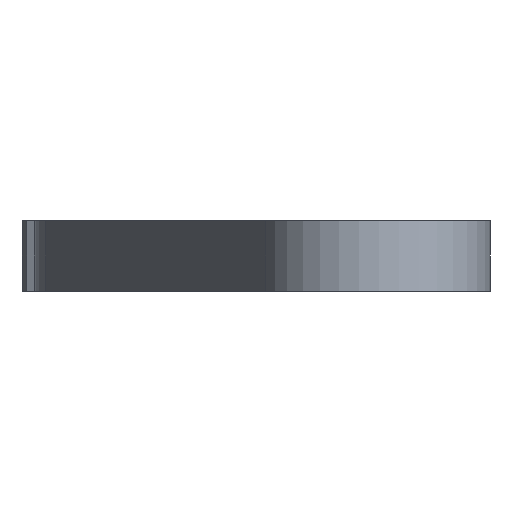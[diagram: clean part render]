
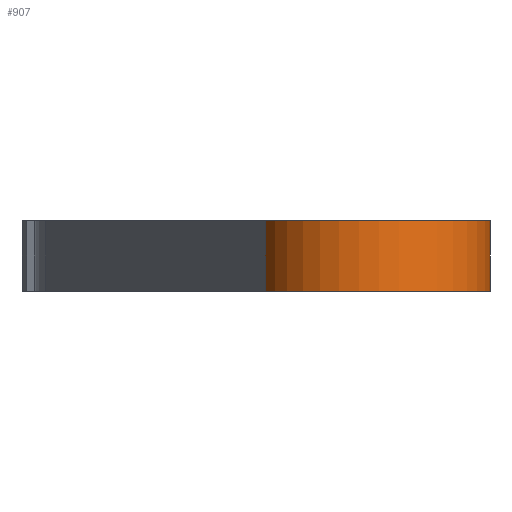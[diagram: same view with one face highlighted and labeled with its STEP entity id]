
A CAD part, front view. The second image highlights one B-rep face of the part: STEP entity #907.
In plain terms, the highlighted cylindrical face has radius 5 mm (diameter 10 mm), a partial arc.
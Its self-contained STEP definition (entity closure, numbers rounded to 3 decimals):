
#16 = AXIS2_PLACEMENT_3D ( 'NONE', #333, #1243, #918 ) ;
#130 = CARTESIAN_POINT ( 'NONE',  ( 25.816, -53.049, 3. ) ) ;
#144 = VERTEX_POINT ( 'NONE', #841 ) ;
#301 = CARTESIAN_POINT ( 'NONE',  ( 30.418, -51.095, 3. ) ) ;
#311 = CARTESIAN_POINT ( 'NONE',  ( 25.816, -53.049, 3. ) ) ;
#333 = CARTESIAN_POINT ( 'NONE',  ( 30.418, -51.095, 0. ) ) ;
#336 = VERTEX_POINT ( 'NONE', #677 ) ;
#339 = ORIENTED_EDGE ( 'NONE', *, *, #952, .F. ) ;
#362 = AXIS2_PLACEMENT_3D ( 'NONE', #705, #796, #494 ) ;
#416 = CYLINDRICAL_SURFACE ( 'NONE', #362, 5. ) ;
#426 = CIRCLE ( 'NONE', #16, 5. ) ;
#494 = DIRECTION ( 'NONE',  ( -1., 0., 0. ) ) ;
#563 = AXIS2_PLACEMENT_3D ( 'NONE', #301, #1114, #819 ) ;
#581 = LINE ( 'NONE', #311, #1250 ) ;
#603 = VECTOR ( 'NONE', #1055, 1000. ) ;
#629 = CIRCLE ( 'NONE', #563, 5. ) ;
#640 = VERTEX_POINT ( 'NONE', #130 ) ;
#677 = CARTESIAN_POINT ( 'NONE',  ( 25.816, -53.049, 0. ) ) ;
#690 = ORIENTED_EDGE ( 'NONE', *, *, #980, .T. ) ;
#696 = FACE_OUTER_BOUND ( 'NONE', #1197, .T. ) ;
#705 = CARTESIAN_POINT ( 'NONE',  ( 30.418, -51.095, 3. ) ) ;
#761 = CARTESIAN_POINT ( 'NONE',  ( 35.02, -49.141, 3. ) ) ;
#791 = VERTEX_POINT ( 'NONE', #1211 ) ;
#796 = DIRECTION ( 'NONE',  ( 0., 0., -1. ) ) ;
#819 = DIRECTION ( 'NONE',  ( 1., 0., 0. ) ) ;
#841 = CARTESIAN_POINT ( 'NONE',  ( 35.02, -49.141, 3. ) ) ;
#845 = EDGE_CURVE ( 'NONE', #144, #791, #983, .T. ) ;
#891 = DIRECTION ( 'NONE',  ( 0., 0., -1. ) ) ;
#907 = ADVANCED_FACE ( 'NONE', ( #696 ), #416, .T. ) ;
#918 = DIRECTION ( 'NONE',  ( 1., 0., 0. ) ) ;
#929 = EDGE_CURVE ( 'NONE', #640, #336, #581, .T. ) ;
#952 = EDGE_CURVE ( 'NONE', #640, #144, #629, .T. ) ;
#980 = EDGE_CURVE ( 'NONE', #336, #791, #426, .T. ) ;
#983 = LINE ( 'NONE', #761, #603 ) ;
#1034 = ORIENTED_EDGE ( 'NONE', *, *, #845, .F. ) ;
#1055 = DIRECTION ( 'NONE',  ( 0., 0., -1. ) ) ;
#1100 = ORIENTED_EDGE ( 'NONE', *, *, #929, .T. ) ;
#1114 = DIRECTION ( 'NONE',  ( 0., 0., 1. ) ) ;
#1197 = EDGE_LOOP ( 'NONE', ( #690, #1034, #339, #1100 ) ) ;
#1211 = CARTESIAN_POINT ( 'NONE',  ( 35.02, -49.141, 0. ) ) ;
#1243 = DIRECTION ( 'NONE',  ( 0., 0., 1. ) ) ;
#1250 = VECTOR ( 'NONE', #891, 1000. ) ;
